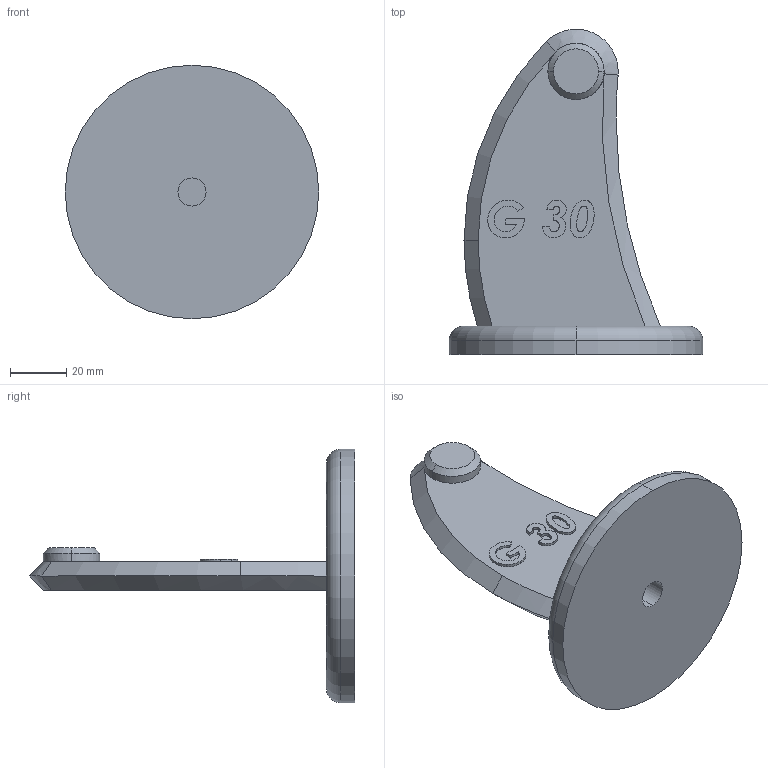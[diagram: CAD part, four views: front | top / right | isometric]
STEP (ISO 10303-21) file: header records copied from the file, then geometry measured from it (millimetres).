
FILE_DESCRIPTION (( 'STEP AP203' ), '1' );
FILE_NAME ('Part7_Default_sldprt.STEP', '2023-12-07T18:46:13', ( '' ), ( '' ), 'SwSTEP 2.0', 'SolidWorks 2020', '' );
FILE_SCHEMA (( 'CONFIG_CONTROL_DESIGN' ));
Length unit declared in the file: millimetre
Products named in the file (1): Part7_Default_sldprt
Bounding box: 90 x 115.48 x 90 mm (x, y, z)
Volume: 108725.8 mm3; surface area: 26706.5 mm2
Topology: 1 solids, 1 shells, 72 faces, 181 edges, 118 vertices
Faces by surface type: bspline 33, plane 18, cone 11, cylinder 8, torus 2
Entity records: 3950 total; most frequent: CARTESIAN_POINT 2345, ORIENTED_EDGE 362, DIRECTION 229, EDGE_CURVE 181, VERTEX_POINT 118, EDGE_LOOP 79, AXIS2_PLACEMENT_3D 78, LINE 73
